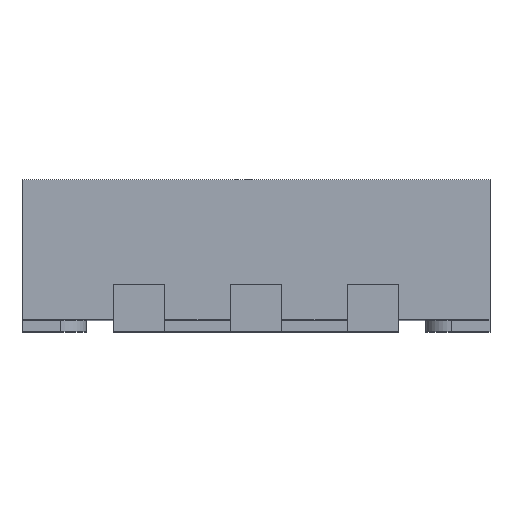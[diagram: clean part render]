
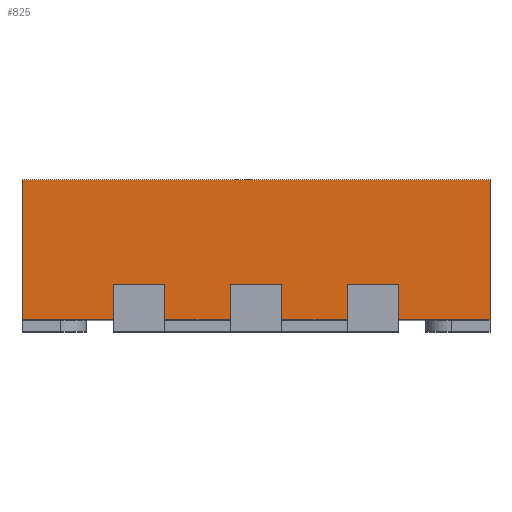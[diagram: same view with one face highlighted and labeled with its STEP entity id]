
A CAD part, top view. The second image highlights one B-rep face of the part: STEP entity #825.
In plain terms, the highlighted planar face has unit normal (0, 0, 1).
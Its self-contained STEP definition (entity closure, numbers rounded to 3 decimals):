
#114 = VERTEX_POINT('',#115);
#115 = CARTESIAN_POINT('',(1.,0.65,1.));
#121 = EDGE_CURVE('',#122,#114,#124,.T.);
#122 = VERTEX_POINT('',#123);
#123 = CARTESIAN_POINT('',(1.,0.05,1.));
#124 = LINE('',#125,#126);
#125 = CARTESIAN_POINT('',(1.,0.,1.));
#126 = VECTOR('',#127,1.);
#127 = DIRECTION('',(0.,1.,0.));
#439 = VERTEX_POINT('',#440);
#440 = CARTESIAN_POINT('',(-1.,0.05,1.));
#446 = EDGE_CURVE('',#447,#439,#449,.T.);
#447 = VERTEX_POINT('',#448);
#448 = CARTESIAN_POINT('',(-0.61,0.05,1.));
#449 = LINE('',#450,#451);
#450 = CARTESIAN_POINT('',(1.,0.05,1.));
#451 = VECTOR('',#452,1.);
#452 = DIRECTION('',(-1.,0.,0.));
#472 = VERTEX_POINT('',#473);
#473 = CARTESIAN_POINT('',(-0.39,0.05,1.));
#479 = EDGE_CURVE('',#480,#472,#482,.T.);
#480 = VERTEX_POINT('',#481);
#481 = CARTESIAN_POINT('',(-0.11,0.05,1.));
#482 = LINE('',#483,#484);
#483 = CARTESIAN_POINT('',(1.,0.05,1.));
#484 = VECTOR('',#485,1.);
#485 = DIRECTION('',(-1.,0.,0.));
#505 = VERTEX_POINT('',#506);
#506 = CARTESIAN_POINT('',(0.11,0.05,1.));
#512 = EDGE_CURVE('',#513,#505,#515,.T.);
#513 = VERTEX_POINT('',#514);
#514 = CARTESIAN_POINT('',(0.39,0.05,1.));
#515 = LINE('',#516,#517);
#516 = CARTESIAN_POINT('',(1.,0.05,1.));
#517 = VECTOR('',#518,1.);
#518 = DIRECTION('',(-1.,0.,0.));
#538 = VERTEX_POINT('',#539);
#539 = CARTESIAN_POINT('',(0.61,0.05,1.));
#545 = EDGE_CURVE('',#122,#538,#546,.T.);
#546 = LINE('',#547,#548);
#547 = CARTESIAN_POINT('',(1.,0.05,1.));
#548 = VECTOR('',#549,1.);
#549 = DIRECTION('',(-1.,0.,0.));
#825 = ADVANCED_FACE('',(#826),#913,.T.);
#826 = FACE_BOUND('',#827,.T.);
#827 = EDGE_LOOP('',(#828,#829,#830,#838,#844,#845,#853,#861,#867,#868,
    #876,#884,#890,#891,#899,#907));
#828 = ORIENTED_EDGE('',*,*,#545,.F.);
#829 = ORIENTED_EDGE('',*,*,#121,.T.);
#830 = ORIENTED_EDGE('',*,*,#831,.T.);
#831 = EDGE_CURVE('',#114,#832,#834,.T.);
#832 = VERTEX_POINT('',#833);
#833 = CARTESIAN_POINT('',(-1.,0.65,1.));
#834 = LINE('',#835,#836);
#835 = CARTESIAN_POINT('',(1.,0.65,1.));
#836 = VECTOR('',#837,1.);
#837 = DIRECTION('',(-1.,0.,0.));
#838 = ORIENTED_EDGE('',*,*,#839,.F.);
#839 = EDGE_CURVE('',#439,#832,#840,.T.);
#840 = LINE('',#841,#842);
#841 = CARTESIAN_POINT('',(-1.,0.,1.));
#842 = VECTOR('',#843,1.);
#843 = DIRECTION('',(0.,1.,0.));
#844 = ORIENTED_EDGE('',*,*,#446,.F.);
#845 = ORIENTED_EDGE('',*,*,#846,.T.);
#846 = EDGE_CURVE('',#447,#847,#849,.T.);
#847 = VERTEX_POINT('',#848);
#848 = CARTESIAN_POINT('',(-0.61,0.2,1.));
#849 = LINE('',#850,#851);
#850 = CARTESIAN_POINT('',(-0.61,0.,
    1.));
#851 = VECTOR('',#852,1.);
#852 = DIRECTION('',(0.,1.,0.));
#853 = ORIENTED_EDGE('',*,*,#854,.T.);
#854 = EDGE_CURVE('',#847,#855,#857,.T.);
#855 = VERTEX_POINT('',#856);
#856 = CARTESIAN_POINT('',(-0.39,0.2,1.));
#857 = LINE('',#858,#859);
#858 = CARTESIAN_POINT('',(-0.61,0.2,1.));
#859 = VECTOR('',#860,1.);
#860 = DIRECTION('',(1.,0.,0.));
#861 = ORIENTED_EDGE('',*,*,#862,.F.);
#862 = EDGE_CURVE('',#472,#855,#863,.T.);
#863 = LINE('',#864,#865);
#864 = CARTESIAN_POINT('',(-0.39,0.,
    1.));
#865 = VECTOR('',#866,1.);
#866 = DIRECTION('',(0.,1.,0.));
#867 = ORIENTED_EDGE('',*,*,#479,.F.);
#868 = ORIENTED_EDGE('',*,*,#869,.T.);
#869 = EDGE_CURVE('',#480,#870,#872,.T.);
#870 = VERTEX_POINT('',#871);
#871 = CARTESIAN_POINT('',(-0.11,0.2,1.));
#872 = LINE('',#873,#874);
#873 = CARTESIAN_POINT('',(-0.11,0.,
    1.));
#874 = VECTOR('',#875,1.);
#875 = DIRECTION('',(0.,1.,0.));
#876 = ORIENTED_EDGE('',*,*,#877,.T.);
#877 = EDGE_CURVE('',#870,#878,#880,.T.);
#878 = VERTEX_POINT('',#879);
#879 = CARTESIAN_POINT('',(0.11,0.2,1.));
#880 = LINE('',#881,#882);
#881 = CARTESIAN_POINT('',(-0.11,0.2,1.));
#882 = VECTOR('',#883,1.);
#883 = DIRECTION('',(1.,0.,0.));
#884 = ORIENTED_EDGE('',*,*,#885,.F.);
#885 = EDGE_CURVE('',#505,#878,#886,.T.);
#886 = LINE('',#887,#888);
#887 = CARTESIAN_POINT('',(0.11,0.,
    1.));
#888 = VECTOR('',#889,1.);
#889 = DIRECTION('',(0.,1.,0.));
#890 = ORIENTED_EDGE('',*,*,#512,.F.);
#891 = ORIENTED_EDGE('',*,*,#892,.T.);
#892 = EDGE_CURVE('',#513,#893,#895,.T.);
#893 = VERTEX_POINT('',#894);
#894 = CARTESIAN_POINT('',(0.39,0.2,1.));
#895 = LINE('',#896,#897);
#896 = CARTESIAN_POINT('',(0.39,0.,
    1.));
#897 = VECTOR('',#898,1.);
#898 = DIRECTION('',(0.,1.,0.));
#899 = ORIENTED_EDGE('',*,*,#900,.T.);
#900 = EDGE_CURVE('',#893,#901,#903,.T.);
#901 = VERTEX_POINT('',#902);
#902 = CARTESIAN_POINT('',(0.61,0.2,1.));
#903 = LINE('',#904,#905);
#904 = CARTESIAN_POINT('',(0.39,0.2,1.));
#905 = VECTOR('',#906,1.);
#906 = DIRECTION('',(1.,0.,0.));
#907 = ORIENTED_EDGE('',*,*,#908,.F.);
#908 = EDGE_CURVE('',#538,#901,#909,.T.);
#909 = LINE('',#910,#911);
#910 = CARTESIAN_POINT('',(0.61,0.,
    1.));
#911 = VECTOR('',#912,1.);
#912 = DIRECTION('',(0.,1.,0.));
#913 = PLANE('',#914);
#914 = AXIS2_PLACEMENT_3D('',#915,#916,#917);
#915 = CARTESIAN_POINT('',(1.,0.,1.));
#916 = DIRECTION('',(0.,0.,1.));
#917 = DIRECTION('',(-1.,0.,0.));
